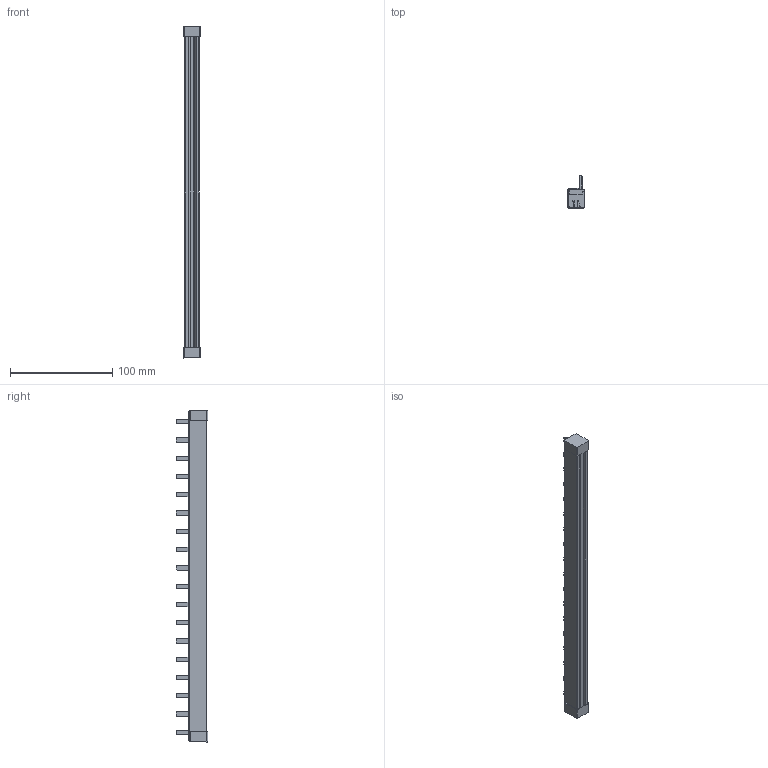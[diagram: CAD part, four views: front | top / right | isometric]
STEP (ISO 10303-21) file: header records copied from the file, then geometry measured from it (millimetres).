
FILE_DESCRIPTION (( 'STEP AP203' ), '1' );
FILE_NAME ('Trifaze Müþterek W Otomat Barasý - 6 Modül -- ONKA - 3067.STEP', '2020-08-19T13:22:27', ( '' ), ( '' ), 'SwSTEP 2.0', 'SolidWorks 2011', '' );
FILE_SCHEMA (( 'CONFIG_CONTROL_DESIGN' ));
Length unit declared in the file: millimetre
Products named in the file (1): Trifaze Müþterek W Otomat Barasý - 6 Modül -- ONKA - 3067
Bounding box: 16.4 x 30.75 x 324 mm (x, y, z)
Volume: 61368.9 mm3; surface area: 43408.2 mm2
Topology: 1 solids, 1 shells, 1010 faces, 2946 edges, 1956 vertices
Faces by surface type: plane 886, cylinder 124
Entity records: 32987 total; most frequent: CARTESIAN_POINT 5913, ORIENTED_EDGE 5892, DIRECTION 5220, EDGE_CURVE 2946, LINE 2694, VECTOR 2694, VERTEX_POINT 1956, AXIS2_PLACEMENT_3D 1263
